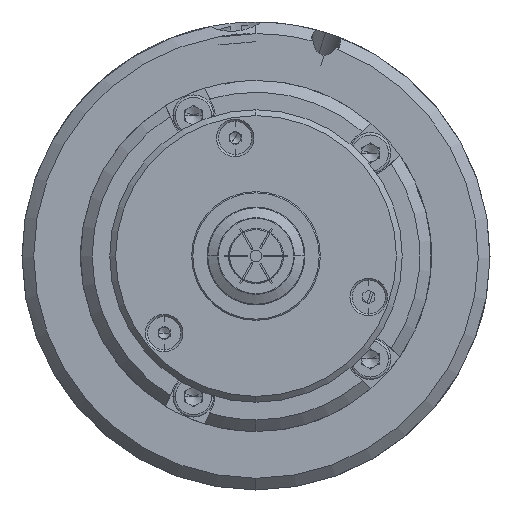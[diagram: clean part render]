
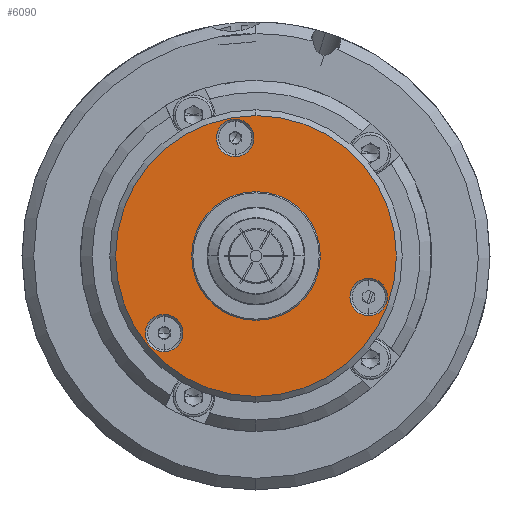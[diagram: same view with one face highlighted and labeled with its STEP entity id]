
A CAD part, left-side view. The second image highlights one B-rep face of the part: STEP entity #6090.
In plain terms, the highlighted planar face has unit normal (-1, 0, 0).
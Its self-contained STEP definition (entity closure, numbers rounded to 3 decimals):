
#531 = CARTESIAN_POINT ( 'NONE',  ( -12.2, -19.264, -3.811 ) ) ;
#845 = EDGE_CURVE ( 'NONE', #21803, #21806, #11498, .T. ) ;
#1127 = CARTESIAN_POINT ( 'NONE',  ( -12.2, -19.264, -10.211 ) ) ;
#1454 = DIRECTION ( 'NONE',  ( 0., 0., 1. ) ) ;
#1475 = DIRECTION ( 'NONE',  ( -1., 0., 0. ) ) ;
#1509 = CARTESIAN_POINT ( 'NONE',  ( -12.2, 3.56, 20.189 ) ) ;
#3305 = DIRECTION ( 'NONE',  ( 0., 0., 1. ) ) ;
#3335 = DIRECTION ( 'NONE',  ( -1., 0., 0. ) ) ;
#3337 = CARTESIAN_POINT ( 'NONE',  ( -12.2, -19.264, -7.011 ) ) ;
#3502 = DIRECTION ( 'NONE',  ( 0., 0., 1. ) ) ;
#3531 = DIRECTION ( 'NONE',  ( -1., 0., 0. ) ) ;
#3869 = AXIS2_PLACEMENT_3D ( 'NONE', #4277, #3531, #3502 ) ;
#4072 = CARTESIAN_POINT ( 'NONE',  ( -12.2, 0., -24. ) ) ;
#4079 = CIRCLE ( 'NONE', #17120, 3.2 ) ;
#4277 = CARTESIAN_POINT ( 'NONE',  ( -12.2, 25., 0. ) ) ;
#4474 = DIRECTION ( 'NONE',  ( 0., 0., 1. ) ) ;
#4479 = DIRECTION ( 'NONE',  ( -1., 0., 0. ) ) ;
#4501 = CARTESIAN_POINT ( 'NONE',  ( -12.2, 0., 0. ) ) ;
#4577 = PLANE ( 'NONE',  #3869 ) ;
#4732 = DIRECTION ( 'NONE',  ( 0., 0., 1. ) ) ;
#4854 = DIRECTION ( 'NONE',  ( -1., 0., 0. ) ) ;
#5679 = CARTESIAN_POINT ( 'NONE',  ( -12.2, -19.264, -7.011 ) ) ;
#6090 = ADVANCED_FACE ( 'NONE', ( #20755, #20870, #20736, #20731, #20713 ), #4577, .T. ) ;
#6994 = CIRCLE ( 'NONE', #19207, 9.8 ) ;
#8042 = CIRCLE ( 'NONE', #19832, 9.8 ) ;
#8149 = EDGE_CURVE ( 'NONE', #20593, #20117, #12283, .T. ) ;
#8378 = EDGE_CURVE ( 'NONE', #21239, #21332, #11465, .T. ) ;
#8428 = EDGE_LOOP ( 'NONE', ( #23761, #23781 ) ) ;
#9049 = EDGE_LOOP ( 'NONE', ( #23536, #23580 ) ) ;
#9286 = EDGE_CURVE ( 'NONE', #21826, #22389, #8042, .T. ) ;
#9513 = EDGE_CURVE ( 'NONE', #22389, #21826, #6994, .T. ) ;
#10200 = DIRECTION ( 'NONE',  ( 0., 0., 1. ) ) ;
#10234 = DIRECTION ( 'NONE',  ( -1., 0., 0. ) ) ;
#10236 = CARTESIAN_POINT ( 'NONE',  ( -12.2, 3.56, 20.189 ) ) ;
#10424 = EDGE_CURVE ( 'NONE', #21332, #21239, #4079, .T. ) ;
#10982 = EDGE_LOOP ( 'NONE', ( #23606, #23684 ) ) ;
#11465 = CIRCLE ( 'NONE', #22599, 3.2 ) ;
#11498 = CIRCLE ( 'NONE', #12663, 3.2 ) ;
#11783 = EDGE_CURVE ( 'NONE', #21806, #21803, #24506, .T. ) ;
#11892 = EDGE_LOOP ( 'NONE', ( #23804, #23871 ) ) ;
#11966 = EDGE_CURVE ( 'NONE', #22049, #21924, #23740, .T. ) ;
#12192 = AXIS2_PLACEMENT_3D ( 'NONE', #19569, #19537, #19509 ) ;
#12283 = CIRCLE ( 'NONE', #23166, 24. ) ;
#12331 = EDGE_CURVE ( 'NONE', #20117, #20593, #22302, .T. ) ;
#12481 = EDGE_LOOP ( 'NONE', ( #23890, #24014 ) ) ;
#12663 = AXIS2_PLACEMENT_3D ( 'NONE', #3337, #3335, #3305 ) ;
#13517 = AXIS2_PLACEMENT_3D ( 'NONE', #24964, #24957, #24919 ) ;
#13863 = AXIS2_PLACEMENT_3D ( 'NONE', #5679, #4854, #4732 ) ;
#16132 = DIRECTION ( 'NONE',  ( 0., 0., 1. ) ) ;
#16162 = DIRECTION ( 'NONE',  ( -1., 0., 0. ) ) ;
#16225 = CARTESIAN_POINT ( 'NONE',  ( -12.2, 15.704, -13.177 ) ) ;
#16263 = CARTESIAN_POINT ( 'NONE',  ( -12.2, 3.56, 23.389 ) ) ;
#16486 = CARTESIAN_POINT ( 'NONE',  ( -12.2, 0., 24. ) ) ;
#17120 = AXIS2_PLACEMENT_3D ( 'NONE', #10236, #10234, #10200 ) ;
#19207 = AXIS2_PLACEMENT_3D ( 'NONE', #21444, #21417, #21388 ) ;
#19226 = CIRCLE ( 'NONE', #24452, 3.2 ) ;
#19509 = DIRECTION ( 'NONE',  ( 0., 0., 1. ) ) ;
#19537 = DIRECTION ( 'NONE',  ( -1., 0., 0. ) ) ;
#19569 = CARTESIAN_POINT ( 'NONE',  ( -12.2, 0., 0. ) ) ;
#19832 = AXIS2_PLACEMENT_3D ( 'NONE', #24547, #24517, #24487 ) ;
#20117 = VERTEX_POINT ( 'NONE', #4072 ) ;
#20283 = CARTESIAN_POINT ( 'NONE',  ( -12.2, 0., 9.8 ) ) ;
#20593 = VERTEX_POINT ( 'NONE', #16486 ) ;
#20713 = FACE_BOUND ( 'NONE', #12481, .T. ) ;
#20731 = FACE_BOUND ( 'NONE', #11892, .T. ) ;
#20736 = FACE_BOUND ( 'NONE', #8428, .T. ) ;
#20755 = FACE_OUTER_BOUND ( 'NONE', #9049, .T. ) ;
#20849 = CARTESIAN_POINT ( 'NONE',  ( -12.2, 3.56, 16.989 ) ) ;
#20870 = FACE_BOUND ( 'NONE', #10982, .T. ) ;
#21239 = VERTEX_POINT ( 'NONE', #20849 ) ;
#21332 = VERTEX_POINT ( 'NONE', #16263 ) ;
#21388 = DIRECTION ( 'NONE',  ( 0., 0., -1. ) ) ;
#21417 = DIRECTION ( 'NONE',  ( 1., 0., 0. ) ) ;
#21444 = CARTESIAN_POINT ( 'NONE',  ( -12.2, 0., 0. ) ) ;
#21803 = VERTEX_POINT ( 'NONE', #1127 ) ;
#21806 = VERTEX_POINT ( 'NONE', #531 ) ;
#21826 = VERTEX_POINT ( 'NONE', #25363 ) ;
#21924 = VERTEX_POINT ( 'NONE', #24343 ) ;
#22049 = VERTEX_POINT ( 'NONE', #23093 ) ;
#22302 = CIRCLE ( 'NONE', #12192, 24. ) ;
#22389 = VERTEX_POINT ( 'NONE', #20283 ) ;
#22599 = AXIS2_PLACEMENT_3D ( 'NONE', #1509, #1475, #1454 ) ;
#23093 = CARTESIAN_POINT ( 'NONE',  ( -12.2, 15.704, -9.977 ) ) ;
#23166 = AXIS2_PLACEMENT_3D ( 'NONE', #4501, #4479, #4474 ) ;
#23536 = ORIENTED_EDGE ( 'NONE', *, *, #12331, .T. ) ;
#23580 = ORIENTED_EDGE ( 'NONE', *, *, #8149, .T. ) ;
#23606 = ORIENTED_EDGE ( 'NONE', *, *, #10424, .F. ) ;
#23684 = ORIENTED_EDGE ( 'NONE', *, *, #8378, .F. ) ;
#23740 = CIRCLE ( 'NONE', #13517, 3.2 ) ;
#23761 = ORIENTED_EDGE ( 'NONE', *, *, #11783, .F. ) ;
#23781 = ORIENTED_EDGE ( 'NONE', *, *, #845, .F. ) ;
#23804 = ORIENTED_EDGE ( 'NONE', *, *, #11966, .F. ) ;
#23871 = ORIENTED_EDGE ( 'NONE', *, *, #25447, .F. ) ;
#23890 = ORIENTED_EDGE ( 'NONE', *, *, #9286, .T. ) ;
#24014 = ORIENTED_EDGE ( 'NONE', *, *, #9513, .T. ) ;
#24343 = CARTESIAN_POINT ( 'NONE',  ( -12.2, 15.704, -16.377 ) ) ;
#24452 = AXIS2_PLACEMENT_3D ( 'NONE', #16225, #16162, #16132 ) ;
#24487 = DIRECTION ( 'NONE',  ( 0., 0., -1. ) ) ;
#24506 = CIRCLE ( 'NONE', #13863, 3.2 ) ;
#24517 = DIRECTION ( 'NONE',  ( 1., 0., 0. ) ) ;
#24547 = CARTESIAN_POINT ( 'NONE',  ( -12.2, 0., 0. ) ) ;
#24919 = DIRECTION ( 'NONE',  ( 0., 0., 1. ) ) ;
#24957 = DIRECTION ( 'NONE',  ( -1., 0., 0. ) ) ;
#24964 = CARTESIAN_POINT ( 'NONE',  ( -12.2, 15.704, -13.177 ) ) ;
#25363 = CARTESIAN_POINT ( 'NONE',  ( -12.2, 0., -9.8 ) ) ;
#25447 = EDGE_CURVE ( 'NONE', #21924, #22049, #19226, .T. ) ;
